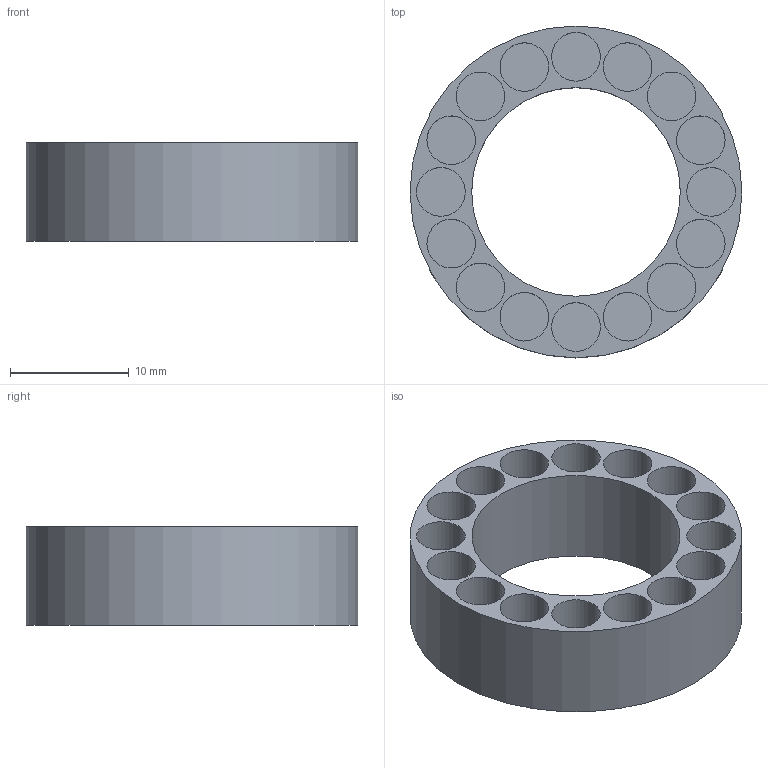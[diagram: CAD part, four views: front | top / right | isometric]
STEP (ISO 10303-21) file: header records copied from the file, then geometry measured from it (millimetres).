
FILE_DESCRIPTION(('Open CASCADE Model'),'2;1');
FILE_NAME('Open CASCADE Shape Model','2025-01-04T01:26:45',('Author'),( 'Open CASCADE'),'Open CASCADE STEP processor 7.7','Open CASCADE 7.7' ,'Unknown');
FILE_SCHEMA(('AUTOMOTIVE_DESIGN { 1 0 10303 214 1 1 1 1 }'));
Length unit declared in the file: millimetre
Products named in the file (1): Open CASCADE STEP translator 7.7 1
Bounding box: 28 x 28 x 8.3 mm (x, y, z)
Volume: 2394.4 mm3; surface area: 2614.1 mm2
Topology: 1 solids, 1 shells, 36 faces, 54 edges, 36 vertices
Faces by surface type: cylinder 18, plane 18
Full cylindrical faces by diameter (mm): 4.1 x16, 17.6 x1, 28 x1
Entity records: 1584 total; most frequent: CARTESIAN_POINT 343, DIRECTION 254, ORIENTED_EDGE 108, PCURVE 108, DEFINITIONAL_REPRESENTATION 108, LINE 90, VECTOR 90, AXIS2_PLACEMENT_3D 73
